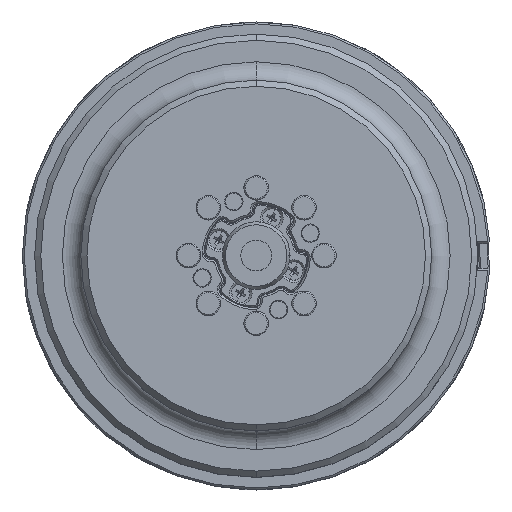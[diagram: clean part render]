
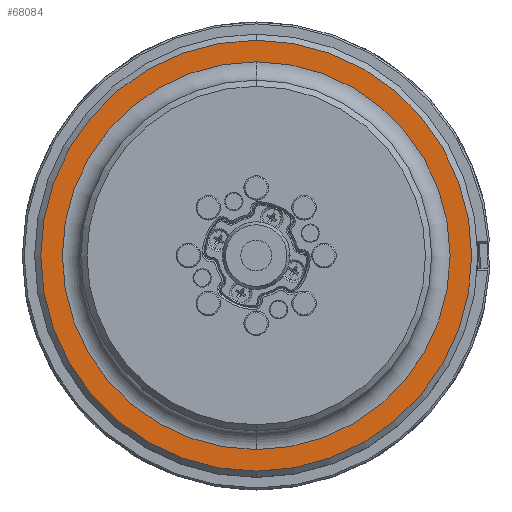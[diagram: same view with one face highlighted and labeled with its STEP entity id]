
A CAD part, top view. The second image highlights one B-rep face of the part: STEP entity #68084.
In plain terms, the highlighted planar face has unit normal (0, 0, 1).
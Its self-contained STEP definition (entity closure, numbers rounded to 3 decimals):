
#3638 = ORIENTED_EDGE ( 'NONE', *, *, #8433, .T. ) ;
#7865 = DIRECTION ( 'NONE',  ( 0., 0., -1. ) ) ;
#8433 = EDGE_CURVE ( 'NONE', #29136, #92998, #115871, .T. ) ;
#8473 = EDGE_CURVE ( 'NONE', #92998, #29136, #14705, .T. ) ;
#10363 = EDGE_LOOP ( 'NONE', ( #83894, #65706 ) ) ;
#12990 = CARTESIAN_POINT ( 'NONE',  ( 0., -36., 13.6 ) ) ;
#14250 = PLANE ( 'NONE',  #67651 ) ;
#14705 = CIRCLE ( 'NONE', #52715, 35. ) ;
#21739 = FACE_OUTER_BOUND ( 'NONE', #59817, .T. ) ;
#25284 = CARTESIAN_POINT ( 'NONE',  ( 0., 0., 13.6 ) ) ;
#29136 = VERTEX_POINT ( 'NONE', #36663 ) ;
#36663 = CARTESIAN_POINT ( 'NONE',  ( 0., 35., 13.6 ) ) ;
#40742 = AXIS2_PLACEMENT_3D ( 'NONE', #96924, #7865, #56747 ) ;
#46027 = ORIENTED_EDGE ( 'NONE', *, *, #8473, .T. ) ;
#47879 = FACE_BOUND ( 'NONE', #10363, .T. ) ;
#47890 = CARTESIAN_POINT ( 'NONE',  ( 0., 0., 13.6 ) ) ;
#49689 = EDGE_CURVE ( 'NONE', #77109, #81113, #80588, .T. ) ;
#50442 = DIRECTION ( 'NONE',  ( 0., 1., 0. ) ) ;
#51011 = CARTESIAN_POINT ( 'NONE',  ( 0., 0., 13.6 ) ) ;
#52715 = AXIS2_PLACEMENT_3D ( 'NONE', #47890, #88482, #86813 ) ;
#56747 = DIRECTION ( 'NONE',  ( 0., 1., 0. ) ) ;
#59817 = EDGE_LOOP ( 'NONE', ( #3638, #46027 ) ) ;
#61331 = CARTESIAN_POINT ( 'NONE',  ( 0., -31.5, 13.6 ) ) ;
#65706 = ORIENTED_EDGE ( 'NONE', *, *, #125104, .T. ) ;
#67651 = AXIS2_PLACEMENT_3D ( 'NONE', #12990, #111531, #72134 ) ;
#68084 = ADVANCED_FACE ( 'NONE', ( #47879, #21739 ), #14250, .F. ) ;
#70032 = AXIS2_PLACEMENT_3D ( 'NONE', #51011, #121160, #50442 ) ;
#72134 = DIRECTION ( 'NONE',  ( 0., 1., 0. ) ) ;
#74997 = DIRECTION ( 'NONE',  ( 0., 0., 1. ) ) ;
#75865 = DIRECTION ( 'NONE',  ( 0., 1., 0. ) ) ;
#77109 = VERTEX_POINT ( 'NONE', #110709 ) ;
#80588 = CIRCLE ( 'NONE', #40742, 31.5 ) ;
#81113 = VERTEX_POINT ( 'NONE', #61331 ) ;
#83741 = CIRCLE ( 'NONE', #70032, 31.5 ) ;
#83894 = ORIENTED_EDGE ( 'NONE', *, *, #49689, .T. ) ;
#86813 = DIRECTION ( 'NONE',  ( 0., 1., 0. ) ) ;
#88482 = DIRECTION ( 'NONE',  ( 0., 0., 1. ) ) ;
#92998 = VERTEX_POINT ( 'NONE', #95163 ) ;
#95163 = CARTESIAN_POINT ( 'NONE',  ( 0., -35., 13.6 ) ) ;
#96924 = CARTESIAN_POINT ( 'NONE',  ( 0., 0., 13.6 ) ) ;
#98648 = AXIS2_PLACEMENT_3D ( 'NONE', #25284, #74997, #75865 ) ;
#110709 = CARTESIAN_POINT ( 'NONE',  ( 0., 31.5, 13.6 ) ) ;
#111531 = DIRECTION ( 'NONE',  ( 0., 0., -1. ) ) ;
#115871 = CIRCLE ( 'NONE', #98648, 35. ) ;
#121160 = DIRECTION ( 'NONE',  ( 0., 0., -1. ) ) ;
#125104 = EDGE_CURVE ( 'NONE', #81113, #77109, #83741, .T. ) ;
